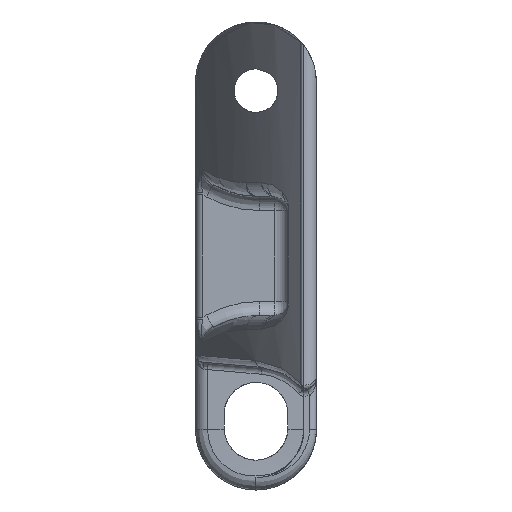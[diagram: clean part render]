
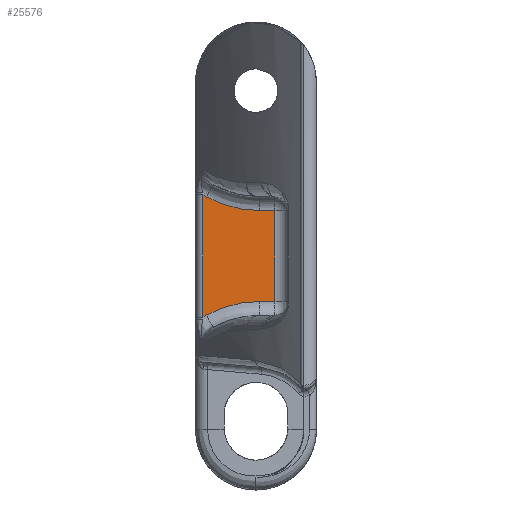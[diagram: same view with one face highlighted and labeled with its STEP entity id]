
A CAD part, left-side view. The second image highlights one B-rep face of the part: STEP entity #25576.
In plain terms, the highlighted planar face has unit normal (-1, 0.018, 0).
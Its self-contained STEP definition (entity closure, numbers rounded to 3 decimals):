
#306 =( BOUNDED_CURVE ( )  B_SPLINE_CURVE ( 3, ( #18000, #9723, #1466, #11831 ),
 .UNSPECIFIED., .F., .T. ) 
 B_SPLINE_CURVE_WITH_KNOTS ( ( 4, 4 ),
 ( 1.073, 1.571 ),
 .UNSPECIFIED. ) 
 CURVE ( )  GEOMETRIC_REPRESENTATION_ITEM ( )  RATIONAL_B_SPLINE_CURVE ( ( 1., 0.979, 0.979, 1. ) ) 
 REPRESENTATION_ITEM ( '' )  );
#332 = EDGE_CURVE ( 'NONE', #17984, #26479, #27464, .T. ) ;
#711 = CARTESIAN_POINT ( 'NONE',  ( -42.897, -0.8, 4.245 ) ) ;
#865 = CARTESIAN_POINT ( 'NONE',  ( -42.94, -3.278, 3.275 ) ) ;
#874 = CARTESIAN_POINT ( 'NONE',  ( -42.983, -5.717, -3.275 ) ) ;
#1162 = CARTESIAN_POINT ( 'NONE',  ( -42.892, -0.532, -4.69 ) ) ;
#1466 = CARTESIAN_POINT ( 'NONE',  ( -42.94, -3.278, -3.275 ) ) ;
#2734 = VECTOR ( 'NONE', #15572, 1000. ) ;
#3032 = LINE ( 'NONE', #7094, #11163 ) ;
#3249 = AXIS2_PLACEMENT_3D ( 'NONE', #7478, #17582, #24034 ) ;
#3912 = VERTEX_POINT ( 'NONE', #25345 ) ;
#3987 = LINE ( 'NONE', #25559, #10495 ) ;
#4661 = DIRECTION ( 'NONE',  ( 0.017, 1., 0. ) ) ;
#5329 = CARTESIAN_POINT ( 'NONE',  ( -42.897, -0.8, 4.245 ) ) ;
#6627 = EDGE_CURVE ( 'NONE', #3912, #17984, #14219, .T. ) ;
#7094 = CARTESIAN_POINT ( 'NONE',  ( -42.983, -5.717, 3.275 ) ) ;
#7246 = EDGE_LOOP ( 'NONE', ( #19881, #18629, #20707, #25455, #16628, #19891, #21586, #11423 ) ) ;
#7364 = VECTOR ( 'NONE', #26808, 1000. ) ;
#7478 = CARTESIAN_POINT ( 'NONE',  ( -43., -6.7, -3.275 ) ) ;
#7714 = CARTESIAN_POINT ( 'NONE',  ( -42.964, -4.619, 3.275 ) ) ;
#8004 = CARTESIAN_POINT ( 'NONE',  ( -42.895, -0.707, -4.296 ) ) ;
#8496 = EDGE_CURVE ( 'NONE', #23971, #3912, #3987, .T. ) ;
#9652 = EDGE_CURVE ( 'NONE', #26479, #26873, #16145, .T. ) ;
#9692 = CARTESIAN_POINT ( 'NONE',  ( -42.892, -0.532, -4.414 ) ) ;
#9723 = CARTESIAN_POINT ( 'NONE',  ( -42.918, -1.978, -3.605 ) ) ;
#10472 = VERTEX_POINT ( 'NONE', #19296 ) ;
#10495 = VECTOR ( 'NONE', #4661, 1000. ) ;
#11163 = VECTOR ( 'NONE', #20267, 1000. ) ;
#11423 = ORIENTED_EDGE ( 'NONE', *, *, #6627, .T. ) ;
#11658 = CARTESIAN_POINT ( 'NONE',  ( -42.897, -0.8, -4.245 ) ) ;
#11831 = CARTESIAN_POINT ( 'NONE',  ( -42.964, -4.619, -3.275 ) ) ;
#13500 = CARTESIAN_POINT ( 'NONE',  ( -42.892, -0.532, 4.414 ) ) ;
#13604 = LINE ( 'NONE', #25811, #2734 ) ;
#13754 = EDGE_CURVE ( 'NONE', #10472, #27175, #306, .T. ) ;
#13787 = FACE_OUTER_BOUND ( 'NONE', #7246, .T. ) ;
#14219 =( BOUNDED_CURVE ( )  B_SPLINE_CURVE ( 3, ( #7714, #865, #22587, #5329 ),
 .UNSPECIFIED., .F., .T. ) 
 B_SPLINE_CURVE_WITH_KNOTS ( ( 4, 4 ),
 ( 4.712, 5.21 ),
 .UNSPECIFIED. ) 
 CURVE ( )  GEOMETRIC_REPRESENTATION_ITEM ( )  RATIONAL_B_SPLINE_CURVE ( ( 1., 0.979, 0.979, 1. ) ) 
 REPRESENTATION_ITEM ( '' )  );
#15233 = B_SPLINE_CURVE_WITH_KNOTS ( 'NONE', 3,
 ( #9692, #24695, #8004, #11658 ),
 .UNSPECIFIED., .F., .F.,
 ( 4, 4 ),
 ( 0., 0.001 ),
 .UNSPECIFIED. ) ;
#15273 = CARTESIAN_POINT ( 'NONE',  ( -42.892, -0.532, -4.414 ) ) ;
#15572 = DIRECTION ( 'NONE',  ( -0.017, -1., 0. ) ) ;
#15607 = CARTESIAN_POINT ( 'NONE',  ( -42.895, -0.707, 4.296 ) ) ;
#15666 = CARTESIAN_POINT ( 'NONE',  ( -42.964, -4.619, -3.275 ) ) ;
#15731 = CARTESIAN_POINT ( 'NONE',  ( -42.892, -0.532, 4.414 ) ) ;
#16145 = LINE ( 'NONE', #1162, #7364 ) ;
#16628 = ORIENTED_EDGE ( 'NONE', *, *, #21994, .T. ) ;
#17582 = DIRECTION ( 'NONE',  ( -1., 0.017, 0. ) ) ;
#17713 = CARTESIAN_POINT ( 'NONE',  ( -42.894, -0.617, 4.353 ) ) ;
#17724 = PLANE ( 'NONE',  #3249 ) ;
#17984 = VERTEX_POINT ( 'NONE', #711 ) ;
#18000 = CARTESIAN_POINT ( 'NONE',  ( -42.897, -0.8, -4.245 ) ) ;
#18629 = ORIENTED_EDGE ( 'NONE', *, *, #9652, .T. ) ;
#19296 = CARTESIAN_POINT ( 'NONE',  ( -42.897, -0.8, -4.245 ) ) ;
#19881 = ORIENTED_EDGE ( 'NONE', *, *, #332, .T. ) ;
#19891 = ORIENTED_EDGE ( 'NONE', *, *, #20485, .T. ) ;
#20267 = DIRECTION ( 'NONE',  ( 0., 0., 1. ) ) ;
#20485 = EDGE_CURVE ( 'NONE', #25816, #23971, #3032, .T. ) ;
#20707 = ORIENTED_EDGE ( 'NONE', *, *, #26678, .T. ) ;
#21586 = ORIENTED_EDGE ( 'NONE', *, *, #8496, .T. ) ;
#21757 = CARTESIAN_POINT ( 'NONE',  ( -42.983, -5.717, 3.275 ) ) ;
#21994 = EDGE_CURVE ( 'NONE', #27175, #25816, #13604, .T. ) ;
#22587 = CARTESIAN_POINT ( 'NONE',  ( -42.918, -1.978, 3.605 ) ) ;
#23971 = VERTEX_POINT ( 'NONE', #21757 ) ;
#24034 = DIRECTION ( 'NONE',  ( -0.017, -1., 0. ) ) ;
#24695 = CARTESIAN_POINT ( 'NONE',  ( -42.894, -0.617, -4.352 ) ) ;
#25345 = CARTESIAN_POINT ( 'NONE',  ( -42.964, -4.619, 3.275 ) ) ;
#25455 = ORIENTED_EDGE ( 'NONE', *, *, #13754, .T. ) ;
#25559 = CARTESIAN_POINT ( 'NONE',  ( -42.963, -4.602, 3.275 ) ) ;
#25576 = ADVANCED_FACE ( 'NONE', ( #13787 ), #17724, .T. ) ;
#25811 = CARTESIAN_POINT ( 'NONE',  ( -42.983, -5.7, -3.275 ) ) ;
#25816 = VERTEX_POINT ( 'NONE', #874 ) ;
#25980 = CARTESIAN_POINT ( 'NONE',  ( -42.897, -0.8, 4.245 ) ) ;
#26479 = VERTEX_POINT ( 'NONE', #15731 ) ;
#26678 = EDGE_CURVE ( 'NONE', #26873, #10472, #15233, .T. ) ;
#26808 = DIRECTION ( 'NONE',  ( 0., 0., -1. ) ) ;
#26873 = VERTEX_POINT ( 'NONE', #15273 ) ;
#27175 = VERTEX_POINT ( 'NONE', #15666 ) ;
#27464 = B_SPLINE_CURVE_WITH_KNOTS ( 'NONE', 3,
 ( #25980, #15607, #17713, #13500 ),
 .UNSPECIFIED., .F., .F.,
 ( 4, 4 ),
 ( 0., 0. ),
 .UNSPECIFIED. ) ;
